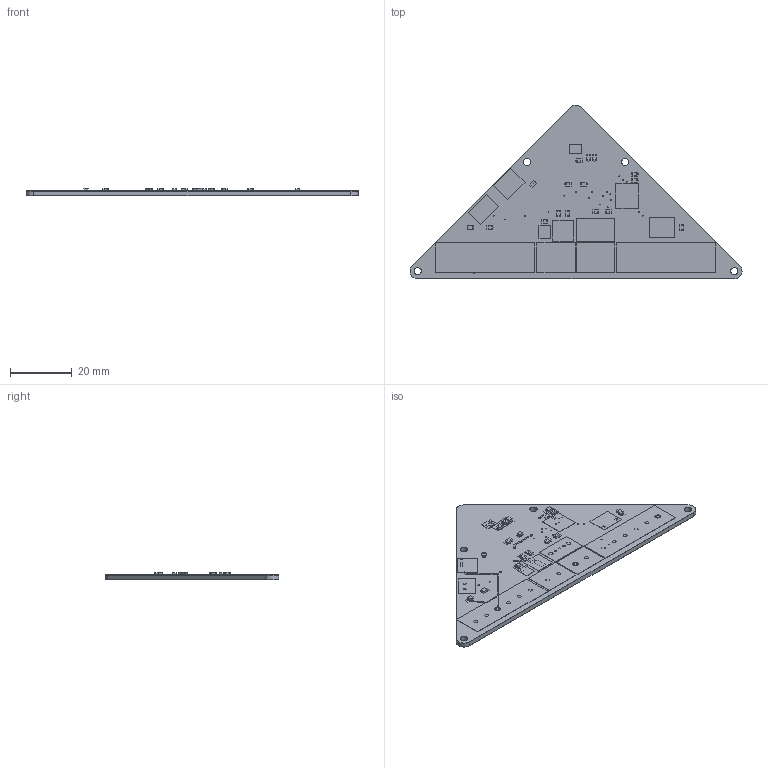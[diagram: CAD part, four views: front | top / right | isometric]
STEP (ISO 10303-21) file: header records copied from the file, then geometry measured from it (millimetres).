
FILE_DESCRIPTION(/* description */ (''),/* implementation_level */ '2;1');
FILE_NAME(/* name */ 'pcb v6.step',/* time_stamp */ '2022-01-16T09:47:08-05:00',/* author */ (''),/* organization */ (''),/* preprocessor_version */ 'ST-DEVELOPER v18.1',/* originating_system */ 'Autodesk Translation Framework v10.10.0.1391',/* authorisation */ '');
FILE_SCHEMA (('AUTOMOTIVE_DESIGN { 1 0 10303 214 3 1 1 }'));
Length unit declared in the file: millimetre
Products named in the file (19): pcb; Board; Packages; PQFN50P300X250X97-14N; AP220533YR13; CUS-12B; OS102011MS2QS1; PTS526SM15SMTR2LFS; SOP65P640X120-20N; SOT95P285X140-3N; TB00250002BE; TB00250006BE; C0805; R0805; CHIP-LED0805; 1-copper; 16-copper; 1-soldermask; 16-soldermask
Assembly tree (34 placements, depth 3):
  pcb
    Board
    Packages
      PQFN50P300X250X97-14N
      AP220533YR13
      CUS-12B
      OS102011MS2QS1
      PTS526SM15SMTR2LFS  x2
      SOP65P640X120-20N
      SOT95P285X140-3N
      TB00250002BE  x2
      TB00250006BE  x2
      C0805  x8
      R0805  x6
      CHIP-LED0805  x2
    1-copper
    16-copper
    1-soldermask
    16-soldermask
Bounding box: 107.51 x 56.26 x 2.5 mm (x, y, z)
Volume: 5325.6 mm3; surface area: 23412.2 mm2
Topology: 132 solids, 132 shells, 1443 faces, 3531 edges, 2354 vertices
Faces by surface type: plane 965, cylinder 478
Full cylindrical faces by diameter (mm): 0.28 x172, 0.35 x98, 0.73 x9, 0.8 x6, 0.88 x6, 0.95 x4, 1.23 x51, 1.3 x32, 1.43 x6, 1.5 x4, 2.343 x12, 2.413 x8
Entity records: 38295 total; most frequent: DIRECTION 6511, CARTESIAN_POINT 6269, ORIENTED_EDGE 5982, EDGE_CURVE 2991, AXIS2_PLACEMENT_3D 2236, LINE 2039, VECTOR 2039, VERTEX_POINT 1994
